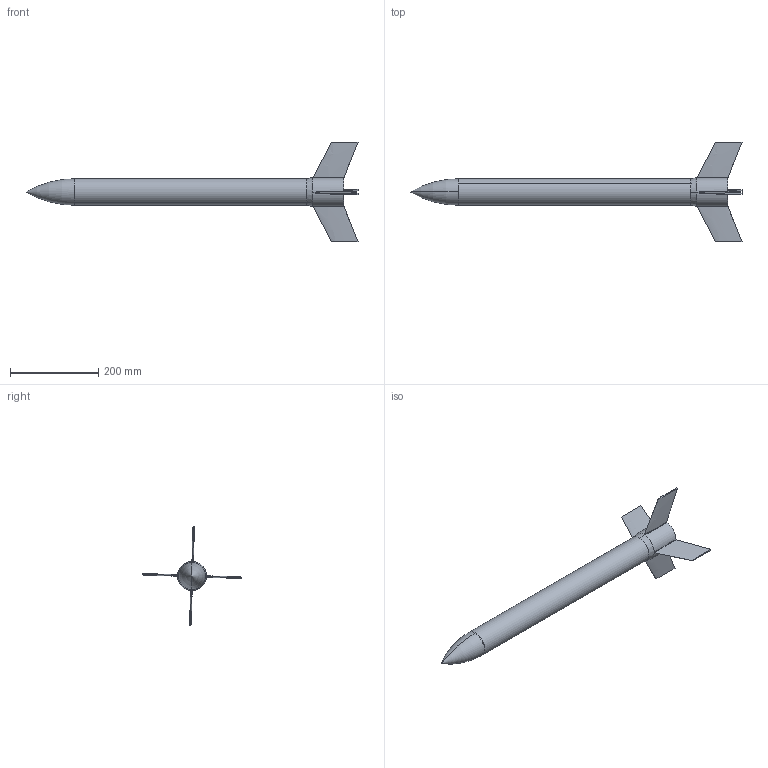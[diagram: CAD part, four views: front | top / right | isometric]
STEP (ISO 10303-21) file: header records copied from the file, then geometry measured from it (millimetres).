
FILE_DESCRIPTION (( 'STEP AP214' ), '1' );
FILE_NAME ('prakhar 1.1 assem beta.STEP', '2025-03-27T18:26:52', ( '' ), ( '' ), 'SwSTEP 2.0', 'SolidWorks 2021', '' );
FILE_SCHEMA (( 'AUTOMOTIVE_DESIGN' ));
Length unit declared in the file: millimetre
Products named in the file (10): nozzle beta; AVIONICS STACK; CENTERING RING_ID35.5_OD50.3; nose cone shoulder 50.3mm; body cardborad; fin section final; motor; mseal 2cm cap; prakhar 1.1 assem beta; DISK_OD50.2
Assembly tree (10 placements, depth 2):
  prakhar 1.1 assem beta
    nose cone shoulder 50.3mm
    body cardborad
    fin section final
    CENTERING RING_ID35.5_OD50.3  x2
    motor
    mseal 2cm cap
    nozzle beta
    DISK_OD50.2
    AVIONICS STACK
Bounding box: 752 x 225.58 x 225.58 mm (x, y, z)
Volume: 1005815.2 mm3; surface area: 466490.6 mm2
Topology: 11 solids, 11 shells, 159 faces, 437 edges, 290 vertices
Faces by surface type: plane 65, cylinder 60, bspline 24, cone 6, torus 4
Entity records: 10882 total; most frequent: CARTESIAN_POINT 6569, ORIENTED_EDGE 842, DIRECTION 791, EDGE_CURVE 421, AXIS2_PLACEMENT_3D 298, VERTEX_POINT 282, LINE 195, VECTOR 195
